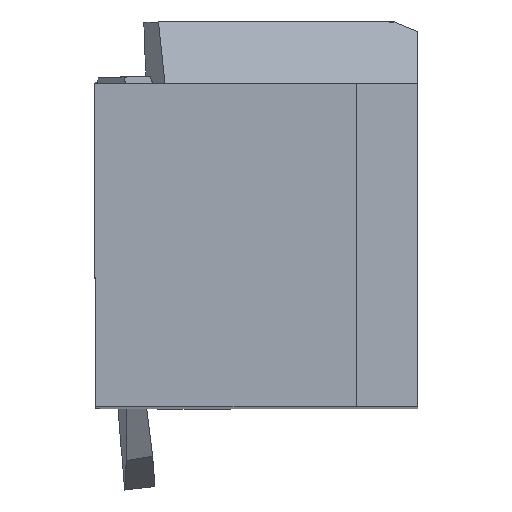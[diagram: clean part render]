
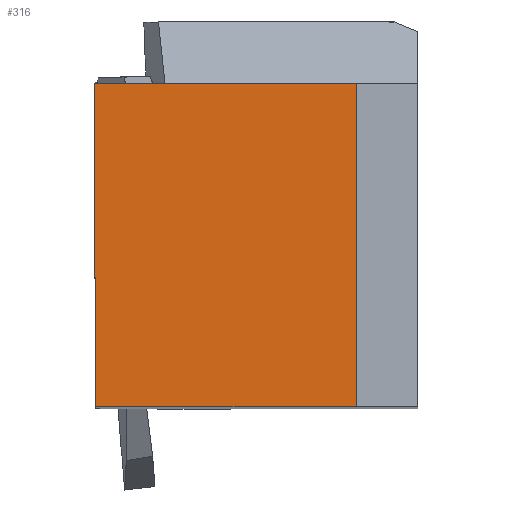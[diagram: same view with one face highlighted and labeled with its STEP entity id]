
A CAD part, top view. The second image highlights one B-rep face of the part: STEP entity #316.
In plain terms, the highlighted planar face has unit normal (0, 0, 1).
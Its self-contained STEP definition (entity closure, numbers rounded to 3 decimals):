
#316=ADVANCED_FACE('BLANK_BOXF006',(#493),#436,.T.);
#436=PLANE('',#2242);
#493=FACE_OUTER_BOUND('',#613,.T.);
#613=EDGE_LOOP('',(#773,#774,#775,#776));
#773=ORIENTED_EDGE('',*,*,#1570,.F.);
#774=ORIENTED_EDGE('',*,*,#1571,.T.);
#775=ORIENTED_EDGE('',*,*,#1561,.T.);
#776=ORIENTED_EDGE('',*,*,#1572,.F.);
#1366=VERTEX_POINT('',#3049);
#1367=VERTEX_POINT('',#3050);
#1372=VERTEX_POINT('',#3066);
#1373=VERTEX_POINT('',#3067);
#1561=EDGE_CURVE('',#1366,#1367,#1867,.T.);
#1570=EDGE_CURVE('',#1372,#1373,#1875,.T.);
#1571=EDGE_CURVE('',#1372,#1366,#1876,.T.);
#1572=EDGE_CURVE('',#1373,#1367,#1877,.T.);
#1867=LINE('',#3048,#2026);
#1875=LINE('',#3065,#2034);
#1876=LINE('',#3068,#2035);
#1877=LINE('',#3069,#2036);
#2026=VECTOR('',#2474,1.);
#2034=VECTOR('',#2488,1.);
#2035=VECTOR('',#2489,1.);
#2036=VECTOR('',#2490,1.);
#2242=AXIS2_PLACEMENT_3D('',#3070,#2491,#2492);
#2474=DIRECTION('',(1.,0.,0.));
#2488=DIRECTION('',(1.,0.,0.));
#2489=DIRECTION('',(0.004,-1.,0.));
#2490=DIRECTION('',(0.,-1.,0.));
#2491=DIRECTION('',(0.,0.,1.));
#2492=DIRECTION('',(-1.,0.,0.));
#3048=CARTESIAN_POINT('',(-15.95,0.,0.));
#3049=CARTESIAN_POINT('',(0.069,0.,0.));
#3050=CARTESIAN_POINT('',(12.8,0.,0.));
#3065=CARTESIAN_POINT('',(-15.95,15.8,0.));
#3066=CARTESIAN_POINT('',(0.,15.8,0.));
#3067=CARTESIAN_POINT('',(12.8,15.8,0.));
#3068=CARTESIAN_POINT('',(0.082,-2.973,0.));
#3069=CARTESIAN_POINT('',(12.8,-3.,0.));
#3070=CARTESIAN_POINT('',(-6.,-3.,0.));
